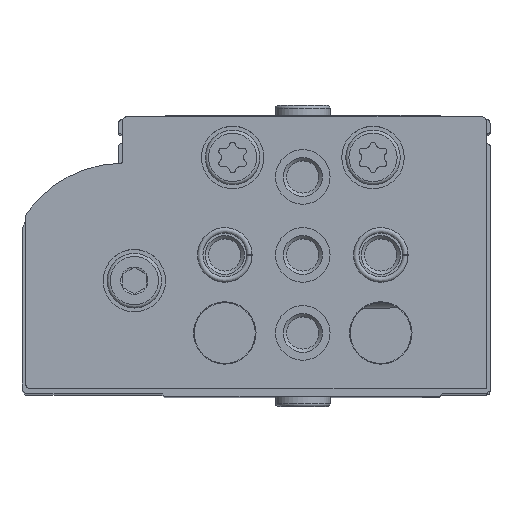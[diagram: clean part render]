
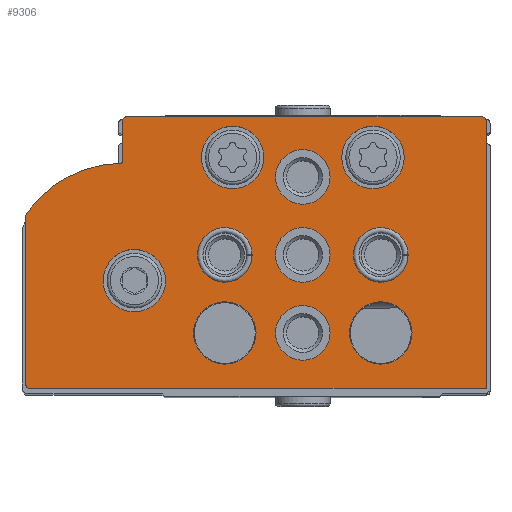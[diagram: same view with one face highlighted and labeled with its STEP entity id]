
A CAD part, top view. The second image highlights one B-rep face of the part: STEP entity #9306.
In plain terms, the highlighted face is planar.
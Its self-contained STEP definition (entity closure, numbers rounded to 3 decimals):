
#924=LINE('',#15612,#1596);
#926=LINE('',#15616,#1598);
#929=LINE('',#15624,#1601);
#934=LINE('',#15640,#1606);
#937=LINE('',#15648,#1609);
#1596=VECTOR('',#12596,1000.);
#1598=VECTOR('',#12600,1000.);
#1601=VECTOR('',#12609,1000.);
#1606=VECTOR('',#12628,1000.);
#1609=VECTOR('',#12637,1000.);
#3454=ORIENTED_EDGE('',*,*,#5150,.T.);
#3455=ORIENTED_EDGE('',*,*,#5151,.T.);
#3456=ORIENTED_EDGE('',*,*,#5152,.T.);
#3457=ORIENTED_EDGE('',*,*,#5153,.T.);
#3458=ORIENTED_EDGE('',*,*,#5154,.T.);
#3459=ORIENTED_EDGE('',*,*,#5155,.T.);
#3460=ORIENTED_EDGE('',*,*,#5156,.T.);
#3461=ORIENTED_EDGE('',*,*,#5157,.T.);
#3462=ORIENTED_EDGE('',*,*,#5158,.T.);
#3463=ORIENTED_EDGE('',*,*,#5159,.T.);
#3464=ORIENTED_EDGE('',*,*,#5127,.F.);
#3465=ORIENTED_EDGE('',*,*,#5148,.F.);
#3466=ORIENTED_EDGE('',*,*,#5146,.F.);
#3467=ORIENTED_EDGE('',*,*,#5144,.F.);
#3468=ORIENTED_EDGE('',*,*,#5142,.T.);
#3469=ORIENTED_EDGE('',*,*,#5140,.F.);
#3470=ORIENTED_EDGE('',*,*,#5138,.F.);
#3471=ORIENTED_EDGE('',*,*,#5136,.F.);
#3472=ORIENTED_EDGE('',*,*,#5134,.F.);
#3473=ORIENTED_EDGE('',*,*,#5132,.F.);
#3474=ORIENTED_EDGE('',*,*,#5130,.F.);
#5127=EDGE_CURVE('',#6156,#6157,#6754,.T.);
#5130=EDGE_CURVE('',#6157,#6158,#924,.T.);
#5132=EDGE_CURVE('',#6158,#6159,#926,.T.);
#5134=EDGE_CURVE('',#6159,#6160,#6755,.T.);
#5136=EDGE_CURVE('',#6160,#6161,#929,.T.);
#5138=EDGE_CURVE('',#6161,#6162,#6756,.T.);
#5140=EDGE_CURVE('',#6162,#6163,#6757,.T.);
#5142=EDGE_CURVE('',#6164,#6163,#6758,.T.);
#5144=EDGE_CURVE('',#6164,#6165,#934,.T.);
#5146=EDGE_CURVE('',#6165,#6166,#6759,.T.);
#5148=EDGE_CURVE('',#6166,#6156,#937,.T.);
#5150=EDGE_CURVE('',#6167,#6167,#6760,.T.);
#5151=EDGE_CURVE('',#6168,#6168,#6761,.T.);
#5152=EDGE_CURVE('',#6169,#6169,#6762,.T.);
#5153=EDGE_CURVE('',#6170,#6170,#6763,.T.);
#5154=EDGE_CURVE('',#6171,#6171,#6764,.T.);
#5155=EDGE_CURVE('',#6172,#6172,#6765,.T.);
#5156=EDGE_CURVE('',#6173,#6173,#6766,.T.);
#5157=EDGE_CURVE('',#6174,#6174,#6767,.T.);
#5158=EDGE_CURVE('',#6175,#6175,#6768,.T.);
#5159=EDGE_CURVE('',#6176,#6176,#6769,.T.);
#6156=VERTEX_POINT('',#15607);
#6157=VERTEX_POINT('',#15608);
#6158=VERTEX_POINT('',#15613);
#6159=VERTEX_POINT('',#15617);
#6160=VERTEX_POINT('',#15621);
#6161=VERTEX_POINT('',#15625);
#6162=VERTEX_POINT('',#15629);
#6163=VERTEX_POINT('',#15633);
#6164=VERTEX_POINT('',#15637);
#6165=VERTEX_POINT('',#15641);
#6166=VERTEX_POINT('',#15645);
#6167=VERTEX_POINT('',#15652);
#6168=VERTEX_POINT('',#15654);
#6169=VERTEX_POINT('',#15656);
#6170=VERTEX_POINT('',#15658);
#6171=VERTEX_POINT('',#15660);
#6172=VERTEX_POINT('',#15662);
#6173=VERTEX_POINT('',#15664);
#6174=VERTEX_POINT('',#15666);
#6175=VERTEX_POINT('',#15668);
#6176=VERTEX_POINT('',#15670);
#6754=CIRCLE('',#10281,0.5);
#6755=CIRCLE('',#10285,0.5);
#6756=CIRCLE('',#10288,1.);
#6757=CIRCLE('',#10290,15.);
#6758=CIRCLE('',#10292,0.3);
#6759=CIRCLE('',#10295,0.5);
#6760=CIRCLE('',#10298,4.);
#6761=CIRCLE('',#10299,4.);
#6762=CIRCLE('',#10300,4.);
#6763=CIRCLE('',#10301,3.5);
#6764=CIRCLE('',#10302,3.5);
#6765=CIRCLE('',#10303,3.5);
#6766=CIRCLE('',#10304,3.5);
#6767=CIRCLE('',#10305,3.5);
#6768=CIRCLE('',#10306,4.);
#6769=CIRCLE('',#10307,4.);
#7471=EDGE_LOOP('',(#3454));
#7472=EDGE_LOOP('',(#3455));
#7473=EDGE_LOOP('',(#3456));
#7474=EDGE_LOOP('',(#3457));
#7475=EDGE_LOOP('',(#3458));
#7476=EDGE_LOOP('',(#3459));
#7477=EDGE_LOOP('',(#3460));
#7478=EDGE_LOOP('',(#3461));
#7479=EDGE_LOOP('',(#3462));
#7480=EDGE_LOOP('',(#3463));
#7481=EDGE_LOOP('',(#3464,#3465,#3466,#3467,#3468,#3469,#3470,#3471,#3472,
#3473,#3474));
#8332=FACE_BOUND('',#7471,.T.);
#8333=FACE_BOUND('',#7472,.T.);
#8334=FACE_BOUND('',#7473,.T.);
#8335=FACE_BOUND('',#7474,.T.);
#8336=FACE_BOUND('',#7475,.T.);
#8337=FACE_BOUND('',#7476,.T.);
#8338=FACE_BOUND('',#7477,.T.);
#8339=FACE_BOUND('',#7478,.T.);
#8340=FACE_BOUND('',#7479,.T.);
#8341=FACE_BOUND('',#7480,.T.);
#8342=FACE_BOUND('',#7481,.T.);
#8862=PLANE('',#10297);
#9306=ADVANCED_FACE('',(#8332,#8333,#8334,#8335,#8336,#8337,#8338,#8339,
#8340,#8341,#8342),#8862,.F.);
#10281=AXIS2_PLACEMENT_3D('',#15606,#12590,#12591);
#10285=AXIS2_PLACEMENT_3D('',#15620,#12604,#12605);
#10288=AXIS2_PLACEMENT_3D('',#15628,#12613,#12614);
#10290=AXIS2_PLACEMENT_3D('',#15632,#12618,#12619);
#10292=AXIS2_PLACEMENT_3D('',#15636,#12623,#12624);
#10295=AXIS2_PLACEMENT_3D('',#15644,#12632,#12633);
#10297=AXIS2_PLACEMENT_3D('',#15650,#12639,#12640);
#10298=AXIS2_PLACEMENT_3D('',#15651,#12641,#12642);
#10299=AXIS2_PLACEMENT_3D('',#15653,#12643,#12644);
#10300=AXIS2_PLACEMENT_3D('',#15655,#12645,#12646);
#10301=AXIS2_PLACEMENT_3D('',#15657,#12647,#12648);
#10302=AXIS2_PLACEMENT_3D('',#15659,#12649,#12650);
#10303=AXIS2_PLACEMENT_3D('',#15661,#12651,#12652);
#10304=AXIS2_PLACEMENT_3D('',#15663,#12653,#12654);
#10305=AXIS2_PLACEMENT_3D('',#15665,#12655,#12656);
#10306=AXIS2_PLACEMENT_3D('',#15667,#12657,#12658);
#10307=AXIS2_PLACEMENT_3D('',#15669,#12659,#12660);
#12590=DIRECTION('',(0.,0.,1.));
#12591=DIRECTION('',(1.,0.,0.));
#12596=DIRECTION('',(0.,-1.,0.));
#12600=DIRECTION('',(1.,0.,0.));
#12604=DIRECTION('',(0.,0.,1.));
#12605=DIRECTION('',(1.,0.,0.));
#12609=DIRECTION('',(0.,1.,0.));
#12613=DIRECTION('',(0.,0.,1.));
#12614=DIRECTION('',(1.,0.,0.));
#12618=DIRECTION('',(0.,0.,1.));
#12619=DIRECTION('',(1.,0.,0.));
#12623=DIRECTION('',(0.,0.,1.));
#12624=DIRECTION('',(1.,0.,0.));
#12628=DIRECTION('',(0.,1.,0.));
#12632=DIRECTION('',(0.,0.,1.));
#12633=DIRECTION('',(1.,0.,0.));
#12637=DIRECTION('',(-1.,0.,0.));
#12639=DIRECTION('',(0.,0.,1.));
#12640=DIRECTION('',(1.,0.,0.));
#12641=DIRECTION('',(0.,0.,1.));
#12642=DIRECTION('',(1.,0.,0.));
#12643=DIRECTION('',(0.,0.,1.));
#12644=DIRECTION('',(1.,0.,0.));
#12645=DIRECTION('',(0.,0.,1.));
#12646=DIRECTION('',(1.,0.,0.));
#12647=DIRECTION('',(0.,0.,1.));
#12648=DIRECTION('',(1.,0.,0.));
#12649=DIRECTION('',(0.,0.,1.));
#12650=DIRECTION('',(1.,0.,0.));
#12651=DIRECTION('',(0.,0.,1.));
#12652=DIRECTION('',(1.,0.,0.));
#12653=DIRECTION('',(0.,0.,1.));
#12654=DIRECTION('',(1.,0.,0.));
#12655=DIRECTION('',(0.,0.,1.));
#12656=DIRECTION('',(1.,0.,0.));
#12657=DIRECTION('',(0.,0.,1.));
#12658=DIRECTION('',(1.,0.,0.));
#12659=DIRECTION('',(0.,0.,1.));
#12660=DIRECTION('',(1.,0.,0.));
#15606=CARTESIAN_POINT('',(0.5,34.3,0.));
#15607=CARTESIAN_POINT('',(0.5,34.8,0.));
#15608=CARTESIAN_POINT('',(0.,34.3,0.));
#15612=CARTESIAN_POINT('',(0.,34.3,0.));
#15613=CARTESIAN_POINT('',(0.,0.,0.));
#15616=CARTESIAN_POINT('',(0.,0.,0.));
#15617=CARTESIAN_POINT('',(58.5,0.,0.));
#15620=CARTESIAN_POINT('',(58.5,0.5,0.));
#15621=CARTESIAN_POINT('',(59.,0.5,0.));
#15624=CARTESIAN_POINT('',(59.,0.5,0.));
#15625=CARTESIAN_POINT('',(59.,21.976,0.));
#15628=CARTESIAN_POINT('',(58.,21.976,0.));
#15629=CARTESIAN_POINT('',(58.814,22.557,0.));
#15632=CARTESIAN_POINT('',(46.6,13.85,0.));
#15633=CARTESIAN_POINT('',(46.894,28.847,0.));
#15636=CARTESIAN_POINT('',(46.9,29.147,0.));
#15637=CARTESIAN_POINT('',(46.6,29.147,0.));
#15640=CARTESIAN_POINT('',(46.6,29.147,0.));
#15641=CARTESIAN_POINT('',(46.6,34.3,0.));
#15644=CARTESIAN_POINT('',(46.1,34.3,0.));
#15645=CARTESIAN_POINT('',(46.1,34.8,0.));
#15648=CARTESIAN_POINT('',(46.1,34.8,0.));
#15650=CARTESIAN_POINT('',(0.5,34.3,0.));
#15651=CARTESIAN_POINT('',(45.1,13.8,0.));
#15652=CARTESIAN_POINT('',(49.1,13.8,0.));
#15653=CARTESIAN_POINT('',(32.5,29.6,0.));
#15654=CARTESIAN_POINT('',(36.5,29.6,0.));
#15655=CARTESIAN_POINT('',(14.5,29.6,0.));
#15656=CARTESIAN_POINT('',(18.5,29.6,0.));
#15657=CARTESIAN_POINT('',(23.5,27.1,0.));
#15658=CARTESIAN_POINT('',(27.,27.1,0.));
#15659=CARTESIAN_POINT('',(33.5,17.1,0.));
#15660=CARTESIAN_POINT('',(37.,17.1,0.));
#15661=CARTESIAN_POINT('',(23.5,17.1,0.));
#15662=CARTESIAN_POINT('',(27.,17.1,0.));
#15663=CARTESIAN_POINT('',(13.5,17.1,0.));
#15664=CARTESIAN_POINT('',(17.,17.1,0.));
#15665=CARTESIAN_POINT('',(23.5,7.1,0.));
#15666=CARTESIAN_POINT('',(27.,7.1,0.));
#15667=CARTESIAN_POINT('',(33.5,7.1,0.));
#15668=CARTESIAN_POINT('',(37.5,7.1,0.));
#15669=CARTESIAN_POINT('',(13.5,7.1,0.));
#15670=CARTESIAN_POINT('',(17.5,7.1,0.));
